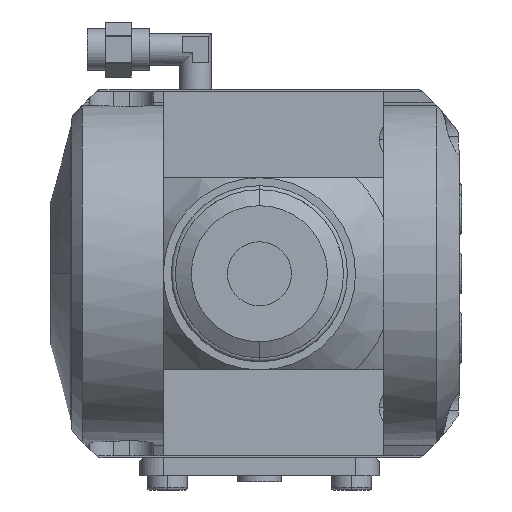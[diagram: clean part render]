
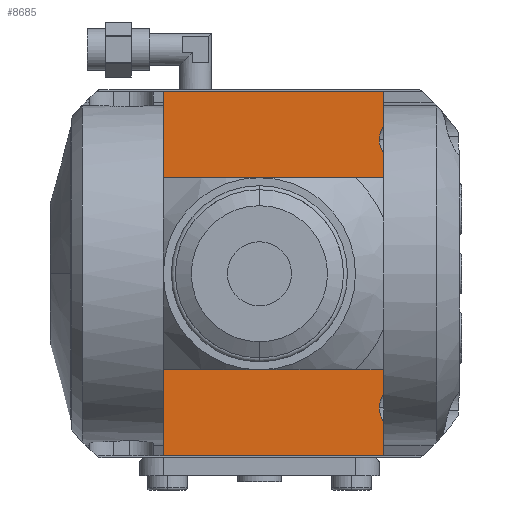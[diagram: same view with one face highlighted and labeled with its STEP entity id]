
A CAD part, left-side view. The second image highlights one B-rep face of the part: STEP entity #8685.
In plain terms, the highlighted planar face has unit normal (-1, 0, 0).
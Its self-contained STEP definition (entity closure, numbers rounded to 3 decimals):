
#61=DIRECTION('',(0.,-1.,0.));
#62=VECTOR('',#61,55.);
#63=CARTESIAN_POINT('',(-29.8,24.,45.5));
#64=LINE('',#63,#62);
#1719=DIRECTION('',(0.,0.,1.));
#1720=VECTOR('',#1719,91.);
#1721=CARTESIAN_POINT('',(-29.8,24.,-45.5));
#1722=LINE('',#1721,#1720);
#2206=CARTESIAN_POINT('',(-29.8,-35.5,-33.5));
#2207=DIRECTION('',(1.,0.,0.));
#2208=DIRECTION('',(0.,1.,0.));
#2209=AXIS2_PLACEMENT_3D('',#2206,#2207,#2208);
#2370=DIRECTION('',(0.,0.,1.));
#2371=VECTOR('',#2370,8.697);
#2372=CARTESIAN_POINT('',(-29.8,-31.,-45.5));
#2373=LINE('',#2372,#2371);
#2374=DIRECTION('',(0.,0.,1.));
#2375=VECTOR('',#2374,60.394);
#2376=CARTESIAN_POINT('',(-29.8,-31.,-30.197));
#2377=LINE('',#2376,#2375);
#2378=DIRECTION('',(0.,0.,1.));
#2379=VECTOR('',#2378,8.697);
#2380=CARTESIAN_POINT('',(-29.8,-31.,36.803));
#2381=LINE('',#2380,#2379);
#3303=DIRECTION('',(0.,1.,0.));
#3304=VECTOR('',#3303,55.);
#3305=CARTESIAN_POINT('',(-29.8,-31.,-45.5));
#3306=LINE('',#3305,#3304);
#3811=CARTESIAN_POINT('',(-29.8,-35.5,-33.5));
#3812=DIRECTION('',(1.,0.,0.));
#3813=DIRECTION('',(0.,0.806,-0.592));
#3814=AXIS2_PLACEMENT_3D('',#3811,#3812,#3813);
#4169=CARTESIAN_POINT('',(-29.8,-35.5,33.5));
#4170=DIRECTION('',(1.,0.,0.));
#4171=DIRECTION('',(0.,0.806,-0.592));
#4172=AXIS2_PLACEMENT_3D('',#4169,#4170,#4171);
#4238=CARTESIAN_POINT('',(-29.8,-35.5,33.5));
#4239=DIRECTION('',(1.,0.,0.));
#4240=DIRECTION('',(0.,1.,0.));
#4241=AXIS2_PLACEMENT_3D('',#4238,#4239,#4240);
#5394=CARTESIAN_POINT('',(-29.8,24.,-45.5));
#5395=CARTESIAN_POINT('',(-29.8,24.,45.5));
#5396=VERTEX_POINT('',#5394);
#5397=VERTEX_POINT('',#5395);
#5398=CARTESIAN_POINT('',(-29.8,-31.,45.5));
#5399=VERTEX_POINT('',#5398);
#5400=CARTESIAN_POINT('',(-29.8,-31.,-45.5));
#5401=VERTEX_POINT('',#5400);
#5493=CARTESIAN_POINT('',(-29.8,-31.,30.197));
#5494=CARTESIAN_POINT('',(-29.8,-29.918,33.5));
#5495=VERTEX_POINT('',#5493);
#5496=VERTEX_POINT('',#5494);
#5497=CARTESIAN_POINT('',(-29.8,-31.,36.803));
#5498=VERTEX_POINT('',#5497);
#5505=CARTESIAN_POINT('',(-29.8,-29.918,-33.5));
#5506=CARTESIAN_POINT('',(-29.8,-31.,-30.197));
#5507=VERTEX_POINT('',#5505);
#5508=VERTEX_POINT('',#5506);
#5509=CARTESIAN_POINT('',(-29.8,-31.,-36.803));
#5510=VERTEX_POINT('',#5509);
#8660=CARTESIAN_POINT('',(-29.8,24.,-57.));
#8661=DIRECTION('',(1.,0.,0.));
#8662=DIRECTION('',(0.,0.,1.));
#8663=AXIS2_PLACEMENT_3D('',#8660,#8661,#8662);
#8664=PLANE('',#8663);
#8666=ORIENTED_EDGE('',*,*,#8665,.F.);
#8668=ORIENTED_EDGE('',*,*,#8667,.F.);
#8670=ORIENTED_EDGE('',*,*,#8669,.F.);
#8672=ORIENTED_EDGE('',*,*,#8671,.T.);
#8673=ORIENTED_EDGE('',*,*,#8308,.T.);
#8674=ORIENTED_EDGE('',*,*,#6547,.T.);
#8676=ORIENTED_EDGE('',*,*,#8675,.F.);
#8678=ORIENTED_EDGE('',*,*,#8677,.F.);
#8680=ORIENTED_EDGE('',*,*,#8679,.F.);
#8682=ORIENTED_EDGE('',*,*,#8681,.F.);
#8683=EDGE_LOOP('',(#8666,#8668,#8670,#8672,#8673,#8674,#8676,#8678,#8680,
#8682));
#8684=FACE_OUTER_BOUND('',#8683,.F.);
#8685=ADVANCED_FACE('',(#8684),#8664,.F.);
#2210=CIRCLE('',#2209,5.582);
#3815=CIRCLE('',#3814,5.582);
#4173=CIRCLE('',#4172,5.582);
#4242=CIRCLE('',#4241,5.582);
#6547=EDGE_CURVE('',#5397,#5399,#64,.T.);
#8308=EDGE_CURVE('',#5396,#5397,#1722,.T.);
#8665=EDGE_CURVE('',#5507,#5508,#2210,.T.);
#8667=EDGE_CURVE('',#5510,#5507,#3815,.T.);
#8669=EDGE_CURVE('',#5401,#5510,#2373,.T.);
#8671=EDGE_CURVE('',#5401,#5396,#3306,.T.);
#8675=EDGE_CURVE('',#5498,#5399,#2381,.T.);
#8677=EDGE_CURVE('',#5496,#5498,#4242,.T.);
#8679=EDGE_CURVE('',#5495,#5496,#4173,.T.);
#8681=EDGE_CURVE('',#5508,#5495,#2377,.T.);
